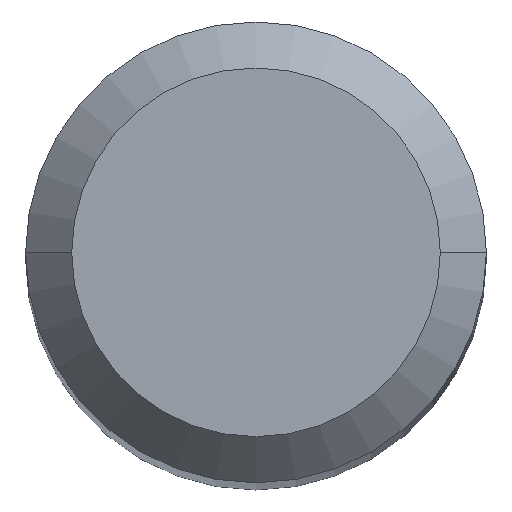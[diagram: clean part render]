
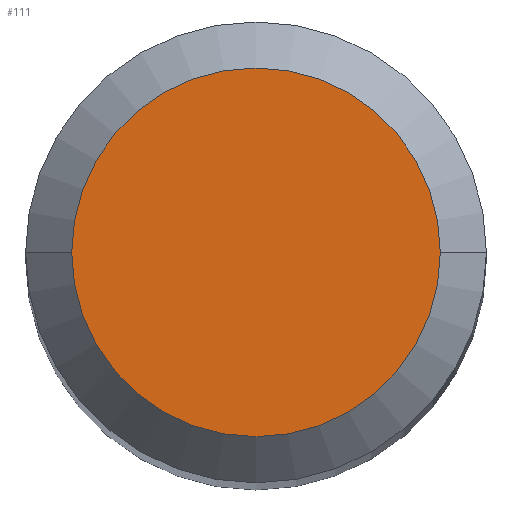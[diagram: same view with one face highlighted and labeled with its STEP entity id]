
A CAD part, top view. The second image highlights one B-rep face of the part: STEP entity #111.
In plain terms, the highlighted planar face has unit normal (0, 0, 1).
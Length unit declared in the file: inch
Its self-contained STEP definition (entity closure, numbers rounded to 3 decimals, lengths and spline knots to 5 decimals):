
#33 = CARTESIAN_POINT ( 'NONE',  ( 0., 0., 0. ) ) ;
#46 = CARTESIAN_POINT ( 'NONE',  ( 0., 0., 0. ) ) ;
#56 = VERTEX_POINT ( 'NONE', #256 ) ;
#80 = CIRCLE ( 'NONE', #123, 0.04724 ) ;
#99 = DIRECTION ( 'NONE',  ( 0., 0., 1. ) ) ;
#102 = ORIENTED_EDGE ( 'NONE', *, *, #362, .T. ) ;
#109 = DIRECTION ( 'NONE',  ( 1., 0., 0. ) ) ;
#111 = ADVANCED_FACE ( 'NONE', ( #249 ), #395, .F. ) ;
#123 = AXIS2_PLACEMENT_3D ( 'NONE', #373, #137, #109 ) ;
#137 = DIRECTION ( 'NONE',  ( 0., 0., 1. ) ) ;
#168 = DIRECTION ( 'NONE',  ( -1., 0., 0. ) ) ;
#214 = AXIS2_PLACEMENT_3D ( 'NONE', #46, #217, #168 ) ;
#217 = DIRECTION ( 'NONE',  ( 0., 0., -1. ) ) ;
#249 = FACE_OUTER_BOUND ( 'NONE', #467, .T. ) ;
#256 = CARTESIAN_POINT ( 'NONE',  ( 0.04724, 0., 0. ) ) ;
#362 = EDGE_CURVE ( 'NONE', #56, #432, #428, .T. ) ;
#373 = CARTESIAN_POINT ( 'NONE',  ( 0., 0., 0. ) ) ;
#384 = EDGE_CURVE ( 'NONE', #432, #56, #80, .T. ) ;
#394 = AXIS2_PLACEMENT_3D ( 'NONE', #33, #99, #452 ) ;
#395 = PLANE ( 'NONE',  #214 ) ;
#407 = ORIENTED_EDGE ( 'NONE', *, *, #384, .T. ) ;
#428 = CIRCLE ( 'NONE', #394, 0.04724 ) ;
#432 = VERTEX_POINT ( 'NONE', #475 ) ;
#452 = DIRECTION ( 'NONE',  ( 1., 0., 0. ) ) ;
#467 = EDGE_LOOP ( 'NONE', ( #407, #102 ) ) ;
#475 = CARTESIAN_POINT ( 'NONE',  ( -0.04724, 0., 0. ) ) ;
